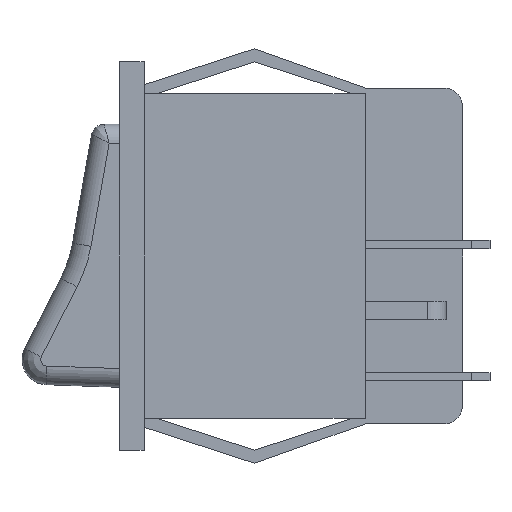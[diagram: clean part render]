
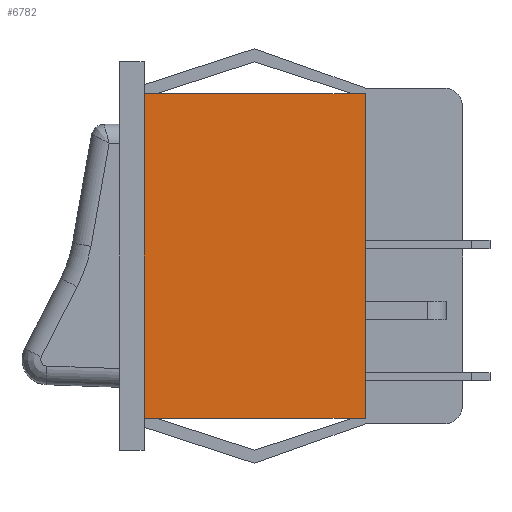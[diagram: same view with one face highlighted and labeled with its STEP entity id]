
A CAD part, left-side view. The second image highlights one B-rep face of the part: STEP entity #6782.
In plain terms, the highlighted planar face has unit normal (-1, 0, 0).
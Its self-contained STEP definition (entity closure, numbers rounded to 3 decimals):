
#370=PLANE('',#7191);
#720=FACE_OUTER_BOUND('',#1127,.T.);
#1127=EDGE_LOOP('',(#5099,#5100,#5101,#5102));
#1660=LINE('',#10694,#2417);
#1719=LINE('',#10816,#2476);
#1724=LINE('',#10822,#2481);
#1739=LINE('',#10851,#2496);
#2417=VECTOR('',#7681,1000.);
#2476=VECTOR('',#7754,1000.);
#2481=VECTOR('',#7761,1000.);
#2496=VECTOR('',#7788,1000.);
#3302=VERTEX_POINT('',#10691);
#3303=VERTEX_POINT('',#10693);
#3358=VERTEX_POINT('',#10813);
#3359=VERTEX_POINT('',#10815);
#3969=EDGE_CURVE('',#3302,#3303,#1660,.T.);
#4032=EDGE_CURVE('',#3359,#3358,#1719,.T.);
#4037=EDGE_CURVE('',#3302,#3359,#1724,.T.);
#4052=EDGE_CURVE('',#3303,#3358,#1739,.T.);
#5099=ORIENTED_EDGE('',*,*,#4032,.T.);
#5100=ORIENTED_EDGE('',*,*,#4052,.F.);
#5101=ORIENTED_EDGE('',*,*,#3969,.F.);
#5102=ORIENTED_EDGE('',*,*,#4037,.T.);
#6782=ADVANCED_FACE('',(#720),#370,.F.);
#7191=AXIS2_PLACEMENT_3D('',#10853,#7790,#7791);
#7681=DIRECTION('',(0.,0.,-1.));
#7754=DIRECTION('',(0.,0.,-1.));
#7761=DIRECTION('',(0.,1.,0.));
#7788=DIRECTION('',(0.,1.,0.));
#7790=DIRECTION('center_axis',(1.,0.,0.));
#7791=DIRECTION('ref_axis',(0.,0.,-1.));
#10691=CARTESIAN_POINT('',(-11.,-19.7,13.));
#10693=CARTESIAN_POINT('',(-11.,-19.7,-13.));
#10694=CARTESIAN_POINT('',(-11.,-19.7,13.));
#10813=CARTESIAN_POINT('',(-11.,-2.,-13.));
#10815=CARTESIAN_POINT('',(-11.,-2.,13.));
#10816=CARTESIAN_POINT('',(-11.,-2.,13.));
#10822=CARTESIAN_POINT('',(-11.,-19.7,13.));
#10851=CARTESIAN_POINT('',(-11.,-19.7,-13.));
#10853=CARTESIAN_POINT('Origin',(-11.,-19.7,13.));
